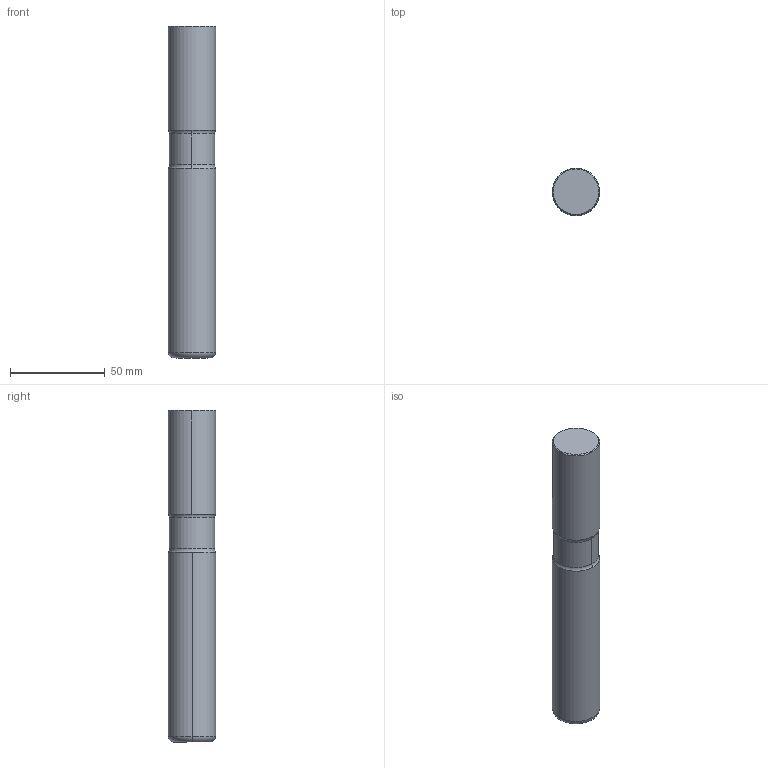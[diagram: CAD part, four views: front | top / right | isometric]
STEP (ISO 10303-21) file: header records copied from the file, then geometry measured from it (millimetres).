
FILE_DESCRIPTION (( 'STEP AP203' ), '1' );
FILE_NAME ('44766.STEP', '2024-03-02T02:59:02', ( '' ), ( '' ), 'SwSTEP 2.0', 'SolidWorks 2023', '' );
FILE_SCHEMA (( 'CONFIG_CONTROL_DESIGN' ));
Length unit declared in the file: inch
Products named in the file (1): 44766
Bounding box: 25 x 25 x 175 mm (x, y, z)
Volume: 84856.8 mm3; surface area: 16508.9 mm2
Topology: 3 solids, 3 shells, 20 faces, 34 edges, 20 vertices
Faces by surface type: cylinder 6, torus 6, plane 6, cone 2
Entity records: 555 total; most frequent: DIRECTION 102, CARTESIAN_POINT 75, ORIENTED_EDGE 68, AXIS2_PLACEMENT_3D 47, EDGE_CURVE 34, CIRCLE 26, ADVANCED_FACE 20, EDGE_LOOP 20
